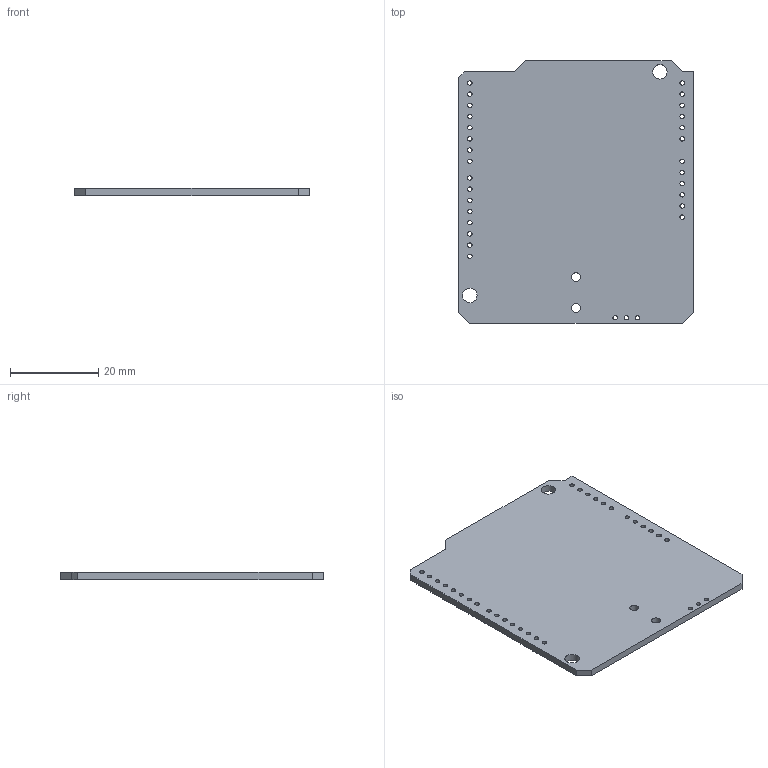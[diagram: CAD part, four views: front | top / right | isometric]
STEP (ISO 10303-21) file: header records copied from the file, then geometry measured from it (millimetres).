
FILE_DESCRIPTION(('KiCad electronic assembly'),'2;1');
FILE_NAME('kicadBoard.step','2022-11-06T01:24:00',('Pcbnew'),('Kicad'), 'Open CASCADE STEP processor 7.6','KiCad to STEP converter','Unknown' );
FILE_SCHEMA(('AUTOMOTIVE_DESIGN { 1 0 10303 214 1 1 1 1 }'));
Length unit declared in the file: millimetre
Products named in the file (2): kicadBoard 1; _autosave-kicadBoard PCB
Assembly tree (1 placements, depth 2):
  kicadBoard 1
    _autosave-kicadBoard PCB
Bounding box: 53.34 x 59.69 x 1.6 mm (x, y, z)
Volume: 4932.6 mm3; surface area: 6728.4 mm2
Topology: 1 solids, 1 shells, 48 faces, 138 edges, 92 vertices
Faces by surface type: cylinder 35, plane 13
Full cylindrical faces by diameter (mm): 1.016 x31, 2 x2, 3.302 x2
Entity records: 3803 total; most frequent: CARTESIAN_POINT 976, DIRECTION 514, ORIENTED_EDGE 276, PCURVE 276, DEFINITIONAL_REPRESENTATION 276, LINE 274, VECTOR 274, EDGE_CURVE 138
